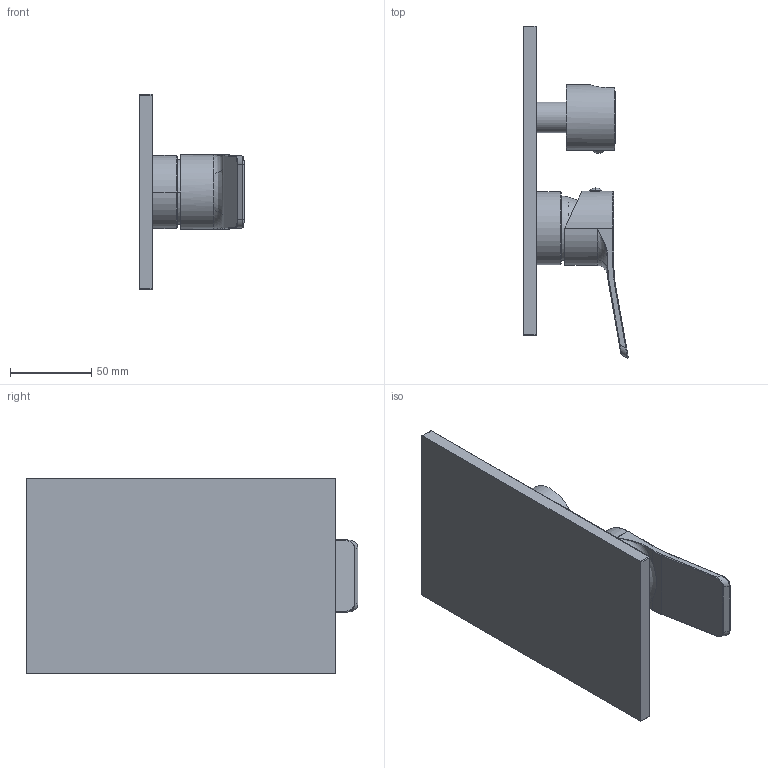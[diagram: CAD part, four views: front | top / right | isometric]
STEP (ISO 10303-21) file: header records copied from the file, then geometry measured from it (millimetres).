
FILE_DESCRIPTION((''),'2;1');
FILE_NAME('TI019CR','2021-11-08T17:21:11',('ut3'),('PAFFONI SpA'),'CREO PARAMETRIC BY PTC INC, 2020044','CREO PARAMETRIC BY PTC INC, 2020044','');
FILE_SCHEMA(('CONFIG_CONTROL_DESIGN','SHAPE_APPEARANCE_LAYERS_GROUPS'));
Length unit declared in the file: millimetre
Products named in the file (1): TI019CR
Bounding box: 64.05 x 203.58 x 120 mm (x, y, z)
Volume: 246676.3 mm3; surface area: 87113.5 mm2
Topology: 2 solids, 2 shells, 231 faces, 546 edges, 325 vertices
Faces by surface type: cylinder 93, plane 72, cone 35, bspline 13, sphere 9, torus 9
Entity records: 9723 total; most frequent: CARTESIAN_POINT 2796, DIRECTION 1120, ORIENTED_EDGE 1080, EDGE_CURVE 540, AXIS2_PLACEMENT_3D 438, VERTEX_POINT 325, EDGE_LOOP 259, VECTOR 244
